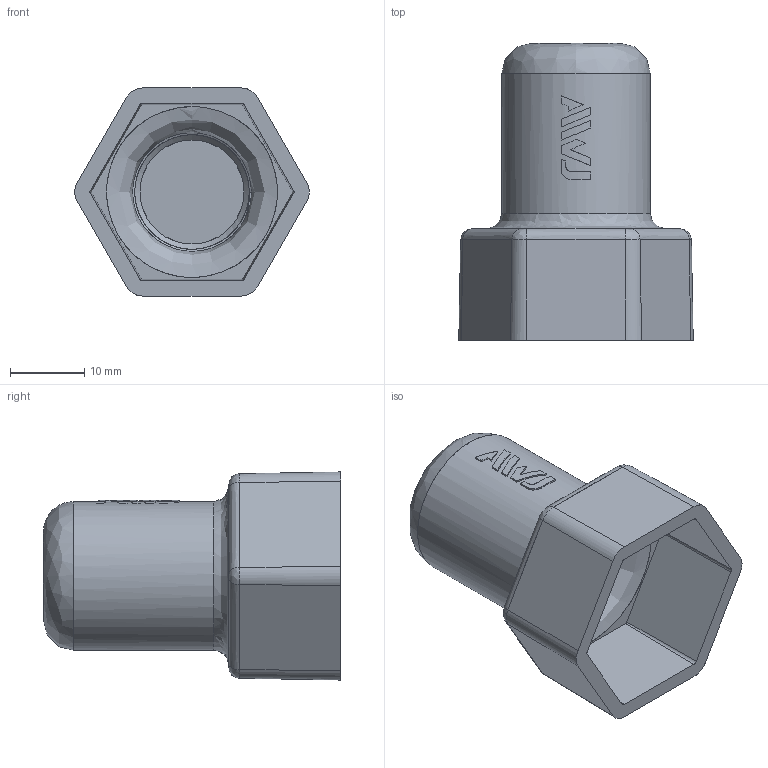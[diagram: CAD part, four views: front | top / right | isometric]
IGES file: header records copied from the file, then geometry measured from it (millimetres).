
Start section: TOPSOLID 254 l'Occitanne, 31670 LABEGE, France Tel   : +33 (0)5 61 00 03 00 Fax   : +33 (0)5 61 00 03 03 Email : 
Global section: file name: M16（CADデータ用）.igs; native system: TopSolid v622200 TOPSOLID; preprocessor: IGES preprocessor v100000; author: JP; organization: コダマコーポレーション株式会社,10,7,13H240219; date: 241129.181751; units: millimetre
Bounding box: 31.57 x 40 x 28.02 mm (x, y, z)
Surface area: 6525.6 mm2 (no closed solid volume)
Topology: 0 solids, 0 shells, 132 faces, 938 edges, 934 vertices
Faces by surface type: bspline 132
